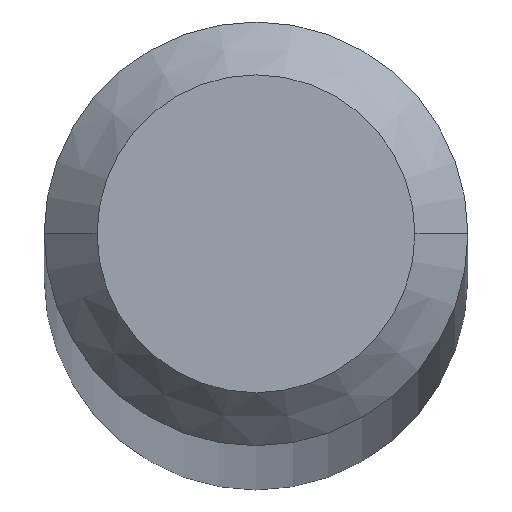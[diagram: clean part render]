
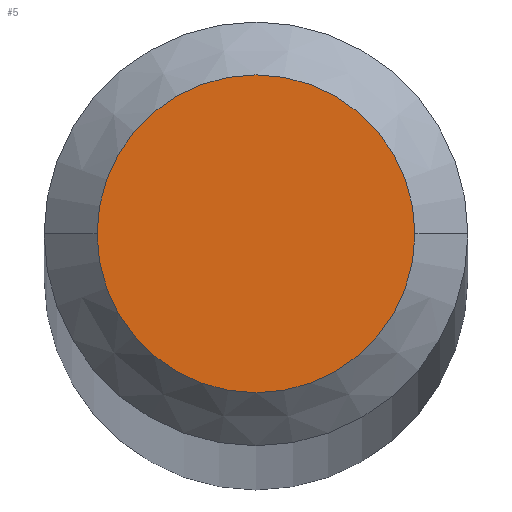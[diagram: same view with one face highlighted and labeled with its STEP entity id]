
A CAD part, top view. The second image highlights one B-rep face of the part: STEP entity #5.
In plain terms, the highlighted planar face has unit normal (0, 0, 1).
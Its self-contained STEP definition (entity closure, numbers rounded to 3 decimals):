
#2 = CARTESIAN_POINT ( 'NONE',  ( 1.5, 0., 240. ) ) ;
#5 = ADVANCED_FACE ( 'NONE', ( #157 ), #150, .T. ) ;
#36 = CARTESIAN_POINT ( 'NONE',  ( -1.5, 0., 240. ) ) ;
#52 = DIRECTION ( 'NONE',  ( 0., 0., 1. ) ) ;
#68 = DIRECTION ( 'NONE',  ( 1., 0., 0. ) ) ;
#75 = ORIENTED_EDGE ( 'NONE', *, *, #232, .T. ) ;
#83 = EDGE_CURVE ( 'NONE', #225, #93, #153, .T. ) ;
#85 = DIRECTION ( 'NONE',  ( 1., 0., 0. ) ) ;
#93 = VERTEX_POINT ( 'NONE', #2 ) ;
#96 = DIRECTION ( 'NONE',  ( 1., 0., 0. ) ) ;
#100 = DIRECTION ( 'NONE',  ( 0., 0., 1. ) ) ;
#104 = DIRECTION ( 'NONE',  ( 0., 0., 1. ) ) ;
#105 = CARTESIAN_POINT ( 'NONE',  ( 0., 0., 240. ) ) ;
#118 = CARTESIAN_POINT ( 'NONE',  ( 0., 0., 240. ) ) ;
#126 = CIRCLE ( 'NONE', #175, 1.5 ) ;
#128 = EDGE_LOOP ( 'NONE', ( #137, #75 ) ) ;
#137 = ORIENTED_EDGE ( 'NONE', *, *, #83, .T. ) ;
#150 = PLANE ( 'NONE',  #222 ) ;
#153 = CIRCLE ( 'NONE', #209, 1.5 ) ;
#157 = FACE_OUTER_BOUND ( 'NONE', #128, .T. ) ;
#175 = AXIS2_PLACEMENT_3D ( 'NONE', #105, #104, #68 ) ;
#200 = CARTESIAN_POINT ( 'NONE',  ( 0., 0., 240. ) ) ;
#209 = AXIS2_PLACEMENT_3D ( 'NONE', #200, #52, #85 ) ;
#222 = AXIS2_PLACEMENT_3D ( 'NONE', #118, #100, #96 ) ;
#225 = VERTEX_POINT ( 'NONE', #36 ) ;
#232 = EDGE_CURVE ( 'NONE', #93, #225, #126, .T. ) ;
